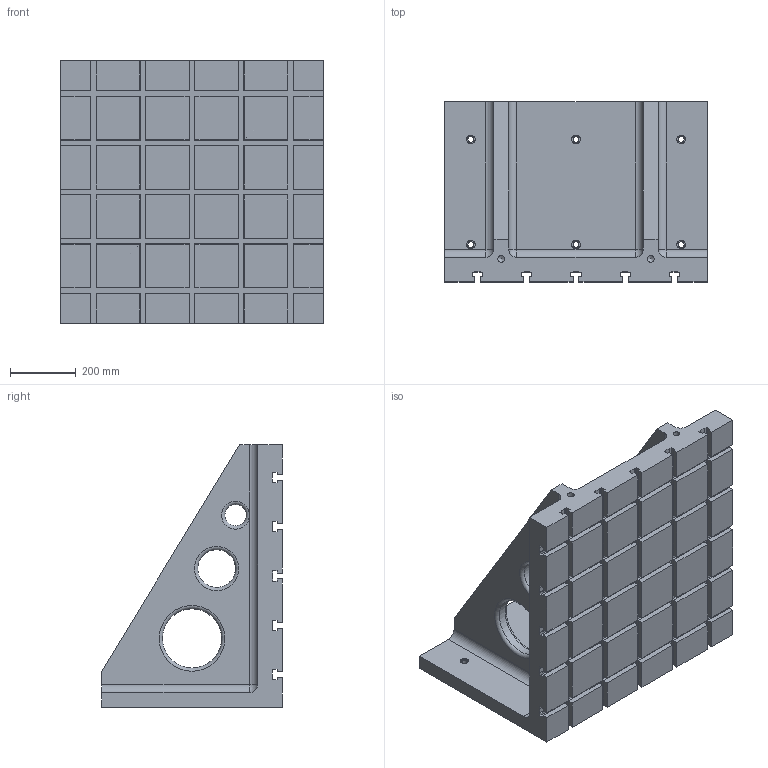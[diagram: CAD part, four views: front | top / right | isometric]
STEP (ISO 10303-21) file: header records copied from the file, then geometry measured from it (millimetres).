
FILE_DESCRIPTION( ( 'Unknown' ), '1' );
FILE_NAME( 'BP22-550800-0800-18.stp', 'Unknown', ( 'S.C.H' ), ( 'Unknown' ), 'XStep 1.0', 'Unknown', ' ' );
FILE_SCHEMA( ( 'CONFIG_CONTROL_DESIGN' ) );
Length unit declared in the file: millimetre
Products named in the file (1): 1
Bounding box: 800 x 550 x 800 mm (x, y, z)
Volume: 75817134.4 mm3; surface area: 3622607.7 mm2
Topology: 1 solids, 1 shells, 541 faces, 1449 edges, 956 vertices
Faces by surface type: plane 492, cylinder 31, torus 12, sphere 4, cone 2
Full cylindrical faces by diameter (mm): 18 x6, 21 x2, 26 x6, 65 x2, 115 x2, 180 x2
Entity records: 16341 total; most frequent: CARTESIAN_POINT 2883, ORIENTED_EDGE 2794, DIRECTION 2555, EDGE_CURVE 1397, LINE 1323, VECTOR 1323, VERTEX_POINT 944, EDGE_LOOP 649
